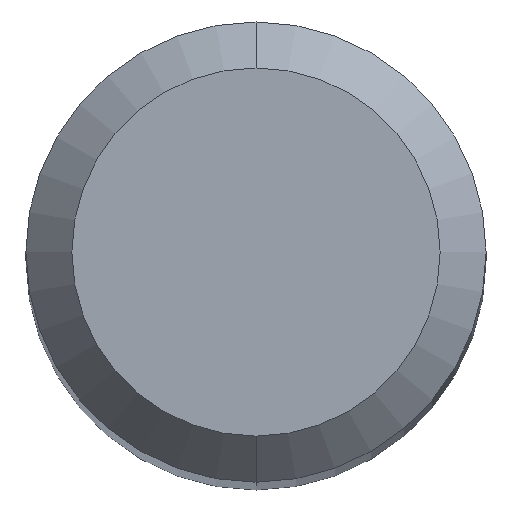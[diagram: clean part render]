
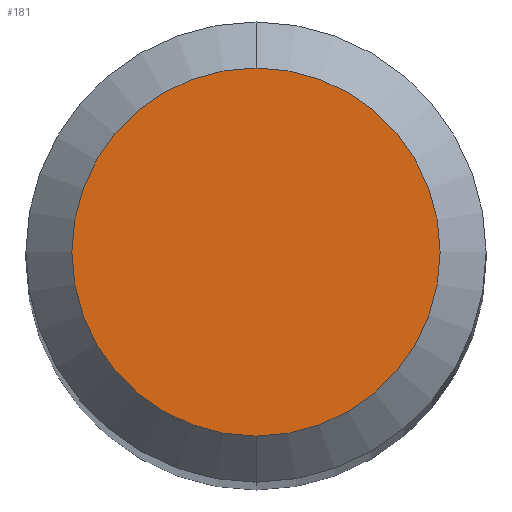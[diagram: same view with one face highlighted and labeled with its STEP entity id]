
A CAD part, top view. The second image highlights one B-rep face of the part: STEP entity #181.
In plain terms, the highlighted planar face has unit normal (0, 0, 1).
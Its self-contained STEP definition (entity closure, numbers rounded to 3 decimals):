
#181=ADVANCED_FACE('',(#489),#490,.T.);
#211=VERTEX_POINT('',#521);
#229=EDGE_CURVE('',#211,#415,#540,.T.);
#239=EDGE_CURVE('',#415,#211,#550,.T.);
#415=VERTEX_POINT('',#749);
#489=FACE_OUTER_BOUND('',#820,.T.);
#490=PLANE('',#821);
#521=CARTESIAN_POINT('',(0.,-1.2,0.));
#540=CIRCLE('',#934,1.2);
#550=CIRCLE('',#1002,1.2);
#749=CARTESIAN_POINT('',(0.0,1.2,0.));
#820=EDGE_LOOP('',(#1462,#1463));
#821=AXIS2_PLACEMENT_3D('',#1464,#1465,#1466);
#934=AXIS2_PLACEMENT_3D('',#1505,#1506,#1507);
#1002=AXIS2_PLACEMENT_3D('',#1512,#1513,#1514);
#1462=ORIENTED_EDGE('',*,*,#239,.F.);
#1463=ORIENTED_EDGE('',*,*,#229,.F.);
#1464=CARTESIAN_POINT('',(0.0,0.6,0.));
#1465=DIRECTION('',(-0.0,0.0,1.0));
#1466=DIRECTION('',(0.0,-1.0,0.0));
#1505=CARTESIAN_POINT('',(0.0,0.0,0.));
#1506=DIRECTION('',(0.0,0.0,-1.0));
#1507=DIRECTION('',(0.0,1.0,0.0));
#1512=CARTESIAN_POINT('',(0.0,0.0,0.));
#1513=DIRECTION('',(0.0,0.0,-1.0));
#1514=DIRECTION('',(0.0,1.0,0.0));
